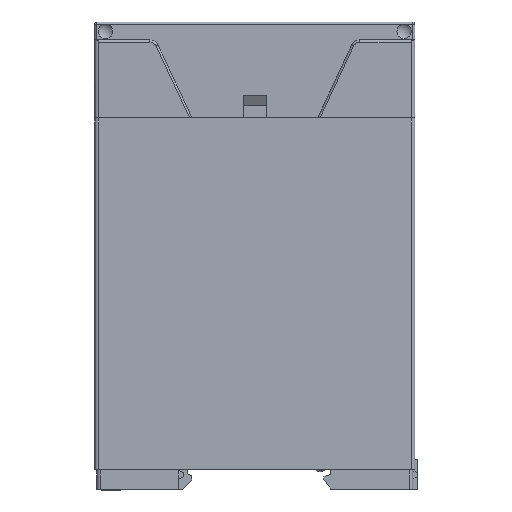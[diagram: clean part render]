
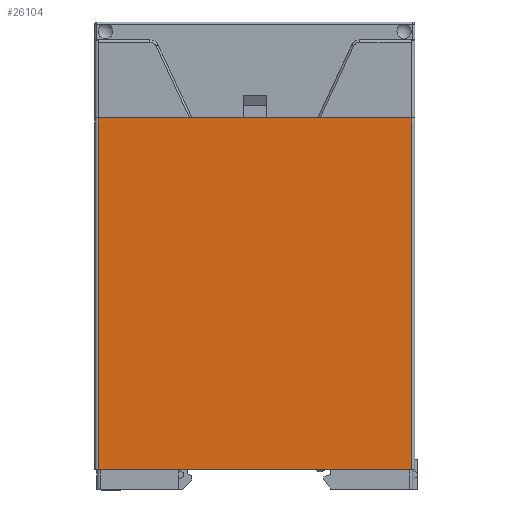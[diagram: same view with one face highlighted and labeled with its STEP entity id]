
A CAD part, left-side view. The second image highlights one B-rep face of the part: STEP entity #26104.
In plain terms, the highlighted planar face has unit normal (-1, 0, 0).
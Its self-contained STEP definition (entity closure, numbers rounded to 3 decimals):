
#17229=CARTESIAN_POINT('',(52.454,4.077,8.7));
#17230=VERTEX_POINT('',#17229);
#17237=CARTESIAN_POINT('',(52.454,-3.273,8.7));
#17238=VERTEX_POINT('',#17237);
#17239=CARTESIAN_POINT('',(52.454,-3.273,8.7));
#17240=DIRECTION('',(0.0,1.0,0.0));
#17241=VECTOR('',#17240,7.35);
#17242=LINE('',#17239,#17241);
#17243=EDGE_CURVE('',#17238,#17230,#17242,.T.);
#25352=CARTESIAN_POINT('',(52.454,-3.273,0.45));
#25353=VERTEX_POINT('',#25352);
#25360=CARTESIAN_POINT('',(52.454,4.077,0.45));
#25361=VERTEX_POINT('',#25360);
#25362=CARTESIAN_POINT('',(52.454,4.077,0.45));
#25363=DIRECTION('',(0.0,-1.0,0.0));
#25364=VECTOR('',#25363,7.35);
#25365=LINE('',#25362,#25364);
#25366=EDGE_CURVE('',#25361,#25353,#25365,.T.);
#26024=CARTESIAN_POINT('',(52.454,4.077,0.45));
#26025=DIRECTION('',(0.0,0.0,1.0));
#26026=VECTOR('',#26025,8.25);
#26027=LINE('',#26024,#26026);
#26028=EDGE_CURVE('',#25361,#17230,#26027,.T.);
#26084=CARTESIAN_POINT('',(52.454,-3.273,0.45));
#26085=DIRECTION('',(0.0,0.0,1.0));
#26086=VECTOR('',#26085,8.25);
#26087=LINE('',#26084,#26086);
#26088=EDGE_CURVE('',#25353,#17238,#26087,.T.);
#26093=CARTESIAN_POINT('',(52.454,-3.273,0.0));
#26094=DIRECTION('',(-1.0,0.0,0.0));
#26095=DIRECTION('',(0.0,0.0,1.0));
#26096=AXIS2_PLACEMENT_3D('',#26093,#26094,#26095);
#26097=PLANE('',#26096);
#26098=ORIENTED_EDGE('',*,*,#25366,.T.);
#26099=ORIENTED_EDGE('',*,*,#26088,.T.);
#26100=ORIENTED_EDGE('',*,*,#17243,.T.);
#26101=ORIENTED_EDGE('',*,*,#26028,.F.);
#26102=EDGE_LOOP('',(#26098,#26099,#26100,#26101));
#26103=FACE_OUTER_BOUND('',#26102,.T.);
#26104=ADVANCED_FACE('',(#26103),#26097,.T.);
